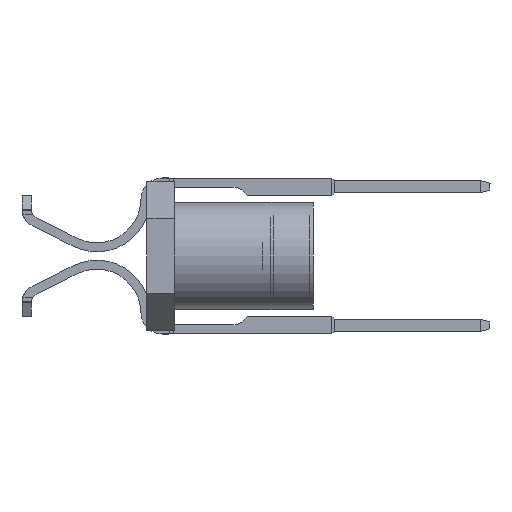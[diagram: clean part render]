
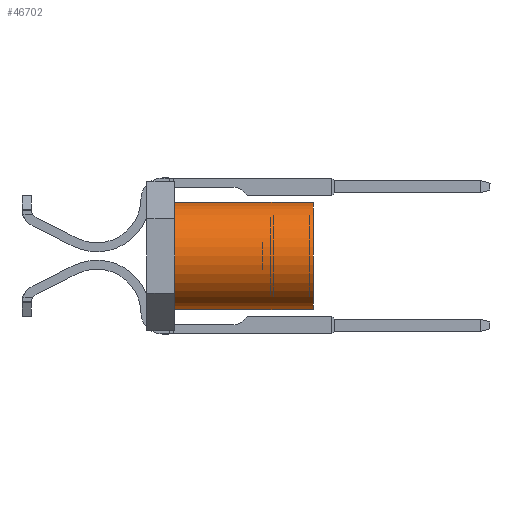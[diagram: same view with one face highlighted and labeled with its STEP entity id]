
A CAD part, left-side view. The second image highlights one B-rep face of the part: STEP entity #46702.
In plain terms, the highlighted cylindrical face has radius 1.968 mm (diameter 3.937 mm), a partial arc.
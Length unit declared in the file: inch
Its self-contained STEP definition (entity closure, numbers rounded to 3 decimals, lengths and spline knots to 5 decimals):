
#791 = DIRECTION ( 'NONE',  ( 0., 0., -1. ) ) ;
#1713 = ORIENTED_EDGE ( 'NONE', *, *, #31556, .F. ) ;
#5118 = CARTESIAN_POINT ( 'NONE',  ( 0., 0.04, 0. ) ) ;
#8336 = DIRECTION ( 'NONE',  ( 0., -1., 0. ) ) ;
#8760 = CIRCLE ( 'NONE', #32007, 0.0775 ) ;
#9531 = DIRECTION ( 'NONE',  ( 0., 1., 0. ) ) ;
#9660 = CARTESIAN_POINT ( 'NONE',  ( 0., 0.24, 0.0775 ) ) ;
#10864 = EDGE_CURVE ( 'NONE', #25631, #35773, #48626, .T. ) ;
#11338 = ORIENTED_EDGE ( 'NONE', *, *, #21856, .T. ) ;
#12265 = CARTESIAN_POINT ( 'NONE',  ( 0., 0.24, 0. ) ) ;
#13746 = CARTESIAN_POINT ( 'NONE',  ( 0., 0.24, -0.0775 ) ) ;
#13911 = EDGE_LOOP ( 'NONE', ( #19319, #1713, #11338, #16908 ) ) ;
#15503 = VECTOR ( 'NONE', #49637, 39.37008 ) ;
#16908 = ORIENTED_EDGE ( 'NONE', *, *, #35602, .T. ) ;
#19319 = ORIENTED_EDGE ( 'NONE', *, *, #10864, .F. ) ;
#19518 = CARTESIAN_POINT ( 'NONE',  ( 0., 0.24, 0. ) ) ;
#19605 = CARTESIAN_POINT ( 'NONE',  ( 0., 0.24, 0.0775 ) ) ;
#21856 = EDGE_CURVE ( 'NONE', #36494, #23379, #46782, .T. ) ;
#23379 = VERTEX_POINT ( 'NONE', #24153 ) ;
#24153 = CARTESIAN_POINT ( 'NONE',  ( 0., 0.04, -0.0775 ) ) ;
#24885 = DIRECTION ( 'NONE',  ( 0., 0., 1. ) ) ;
#25631 = VERTEX_POINT ( 'NONE', #19605 ) ;
#26689 = AXIS2_PLACEMENT_3D ( 'NONE', #19518, #8336, #791 ) ;
#27552 = DIRECTION ( 'NONE',  ( 0., -1., 0. ) ) ;
#27798 = CYLINDRICAL_SURFACE ( 'NONE', #26689, 0.0775 ) ;
#28056 = FACE_OUTER_BOUND ( 'NONE', #13911, .T. ) ;
#28099 = DIRECTION ( 'NONE',  ( 0., 0., 1. ) ) ;
#31556 = EDGE_CURVE ( 'NONE', #36494, #25631, #8760, .T. ) ;
#32007 = AXIS2_PLACEMENT_3D ( 'NONE', #12265, #39816, #28099 ) ;
#35104 = CARTESIAN_POINT ( 'NONE',  ( 0., 0.24, -0.0775 ) ) ;
#35602 = EDGE_CURVE ( 'NONE', #23379, #35773, #40304, .T. ) ;
#35773 = VERTEX_POINT ( 'NONE', #46389 ) ;
#36494 = VERTEX_POINT ( 'NONE', #13746 ) ;
#39486 = AXIS2_PLACEMENT_3D ( 'NONE', #5118, #9531, #24885 ) ;
#39816 = DIRECTION ( 'NONE',  ( 0., 1., 0. ) ) ;
#40304 = CIRCLE ( 'NONE', #39486, 0.0775 ) ;
#44660 = VECTOR ( 'NONE', #27552, 39.37008 ) ;
#46389 = CARTESIAN_POINT ( 'NONE',  ( 0., 0.04, 0.0775 ) ) ;
#46702 = ADVANCED_FACE ( 'NONE', ( #28056 ), #27798, .T. ) ;
#46782 = LINE ( 'NONE', #35104, #44660 ) ;
#48626 = LINE ( 'NONE', #9660, #15503 ) ;
#49637 = DIRECTION ( 'NONE',  ( 0., -1., 0. ) ) ;
